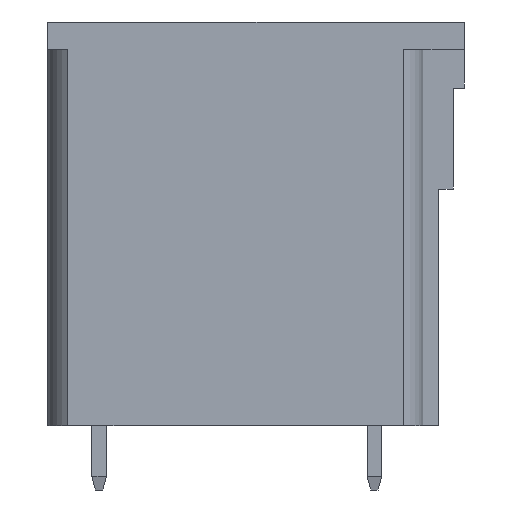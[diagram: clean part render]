
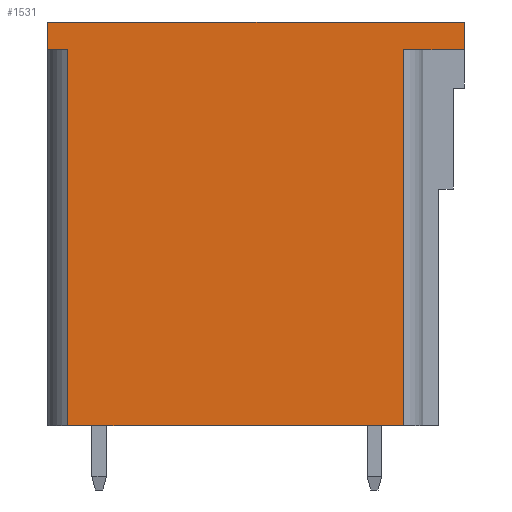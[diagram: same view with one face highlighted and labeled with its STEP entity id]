
A CAD part, left-side view. The second image highlights one B-rep face of the part: STEP entity #1531.
In plain terms, the highlighted planar face has unit normal (-1, 0, 0).
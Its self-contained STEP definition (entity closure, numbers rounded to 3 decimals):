
#1531 = ADVANCED_FACE( '', ( #4035 ), #4036, .F. );
#4035 = FACE_OUTER_BOUND( '', #7721, .T. );
#4036 = PLANE( '', #7722 );
#7721 = EDGE_LOOP( '', ( #11703, #11704, #11705, #11706, #11707, #11708, #11709, #11710 ) );
#7722 = AXIS2_PLACEMENT_3D( '', #11711, #11712, #11713 );
#11703 = ORIENTED_EDGE( '', *, *, #22733, .F. );
#11704 = ORIENTED_EDGE( '', *, *, #22734, .F. );
#11705 = ORIENTED_EDGE( '', *, *, #22735, .F. );
#11706 = ORIENTED_EDGE( '', *, *, #22736, .F. );
#11707 = ORIENTED_EDGE( '', *, *, #22737, .F. );
#11708 = ORIENTED_EDGE( '', *, *, #22656, .F. );
#11709 = ORIENTED_EDGE( '', *, *, #22738, .T. );
#11710 = ORIENTED_EDGE( '', *, *, #22739, .T. );
#11711 = CARTESIAN_POINT( '', ( -20.435, 0., 0. ) );
#11712 = DIRECTION( '', ( 1., 0., 0. ) );
#11713 = DIRECTION( '', ( 0., 0., -1. ) );
#22656 = EDGE_CURVE( '', #27246, #27248, #27249, .T. );
#22733 = EDGE_CURVE( '', #27392, #27393, #27394, .T. );
#22734 = EDGE_CURVE( '', #27395, #27392, #27396, .T. );
#22735 = EDGE_CURVE( '', #27397, #27395, #27398, .T. );
#22736 = EDGE_CURVE( '', #27399, #27397, #27400, .T. );
#22737 = EDGE_CURVE( '', #27248, #27399, #27401, .T. );
#22738 = EDGE_CURVE( '', #27246, #27402, #27403, .T. );
#22739 = EDGE_CURVE( '', #27402, #27393, #27404, .T. );
#27246 = VERTEX_POINT( '', #33923 );
#27248 = VERTEX_POINT( '', #33926 );
#27249 = LINE( '', #33927, #33928 );
#27392 = VERTEX_POINT( '', #34141 );
#27393 = VERTEX_POINT( '', #34142 );
#27394 = LINE( '', #34143, #34144 );
#27395 = VERTEX_POINT( '', #34145 );
#27396 = LINE( '', #34146, #34147 );
#27397 = VERTEX_POINT( '', #34148 );
#27398 = LINE( '', #34149, #34150 );
#27399 = VERTEX_POINT( '', #34151 );
#27400 = LINE( '', #34152, #34153 );
#27401 = LINE( '', #34154, #34155 );
#27402 = VERTEX_POINT( '', #34156 );
#27403 = LINE( '', #34157, #34158 );
#27404 = LINE( '', #34159, #34160 );
#33923 = CARTESIAN_POINT( '', ( -20.435, 11.35, -1.5 ) );
#33926 = CARTESIAN_POINT( '', ( -20.435, 11.35, 0. ) );
#33927 = CARTESIAN_POINT( '', ( -20.435, 11.35, -22. ) );
#33928 = VECTOR( '', #43399, 1000. );
#34141 = CARTESIAN_POINT( '', ( -20.435, -8.05, -22. ) );
#34142 = CARTESIAN_POINT( '', ( -20.435, 10.25, -22. ) );
#34143 = CARTESIAN_POINT( '', ( -20.435, -9.95, -22. ) );
#34144 = VECTOR( '', #43470, 1000. );
#34145 = CARTESIAN_POINT( '', ( -20.435, -8.05, -1.5 ) );
#34146 = CARTESIAN_POINT( '', ( -20.435, -8.05, -1.5 ) );
#34147 = VECTOR( '', #43471, 1000. );
#34148 = CARTESIAN_POINT( '', ( -20.435, -11.35, -1.5 ) );
#34149 = CARTESIAN_POINT( '', ( -20.435, -11.35, -1.5 ) );
#34150 = VECTOR( '', #43472, 1000. );
#34151 = CARTESIAN_POINT( '', ( -20.435, -11.35, 0. ) );
#34152 = CARTESIAN_POINT( '', ( -20.435, -11.35, 0. ) );
#34153 = VECTOR( '', #43473, 1000. );
#34154 = CARTESIAN_POINT( '', ( -20.435, 11.35, 0. ) );
#34155 = VECTOR( '', #43474, 1000. );
#34156 = CARTESIAN_POINT( '', ( -20.435, 10.25, -1.5 ) );
#34157 = CARTESIAN_POINT( '', ( -20.435, 11.35, -1.5 ) );
#34158 = VECTOR( '', #43475, 1000. );
#34159 = CARTESIAN_POINT( '', ( -20.435, 10.25, -1.5 ) );
#34160 = VECTOR( '', #43476, 1000. );
#43399 = DIRECTION( '', ( 0., 0., 1. ) );
#43470 = DIRECTION( '', ( 0., 1., 0. ) );
#43471 = DIRECTION( '', ( 0., 0., -1. ) );
#43472 = DIRECTION( '', ( 0., 1., 0. ) );
#43473 = DIRECTION( '', ( 0., 0., -1. ) );
#43474 = DIRECTION( '', ( 0., -1., 0. ) );
#43475 = DIRECTION( '', ( 0., -1., 0. ) );
#43476 = DIRECTION( '', ( 0., 0., -1. ) );
